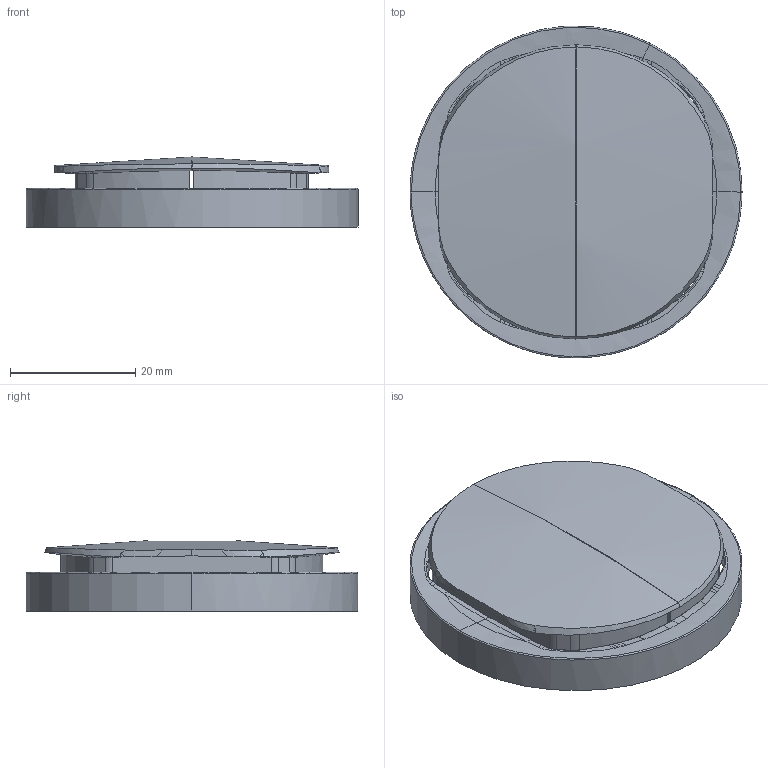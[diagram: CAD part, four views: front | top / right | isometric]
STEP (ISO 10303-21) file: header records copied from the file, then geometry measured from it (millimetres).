
FILE_DESCRIPTION(('CATIA V5 STEP Exchange','CAx-IF Rec.Pracs.--- Model Styling and Organization---1.5--- 2016-08-15','CAx-IF Rec.Pracs.---Supplemental Geometry---1.0---2011-11-01','CAx-IF Rec.Pracs.--- Composite Materials ---1.1---2010-07-15'),'2;1');
FILE_NAME('CB2001.stp','2023-09-15T13:23:30+00:00',('none'),('none'),'CATIA Version 5-6 Release 2020 SP3','CATIA V5 STEP AP214 v2','none');
FILE_SCHEMA(('AUTOMOTIVE_DESIGN { 1 0 10303 214 1 1 1 1 }'));
Length unit declared in the file: millimetre
Products named in the file (1): CB2001
Bounding box: 53 x 52.94 x 11.18 mm (x, y, z)
Volume: 7769.8 mm3; surface area: 10546.6 mm2
Topology: 3 solids, 3 shells, 617 faces, 1662 edges, 1060 vertices
Faces by surface type: bspline 238, plane 233, cylinder 94, cone 32, revolution 10, extrusion 10
Entity records: 26560 total; most frequent: CARTESIAN_POINT 14404, ORIENTED_EDGE 3324, EDGE_CURVE 1662, DIRECTION 1128, B_SPLINE_CURVE_WITH_KNOTS 1092, VERTEX_POINT 1060, EDGE_LOOP 628, ADVANCED_FACE 617
